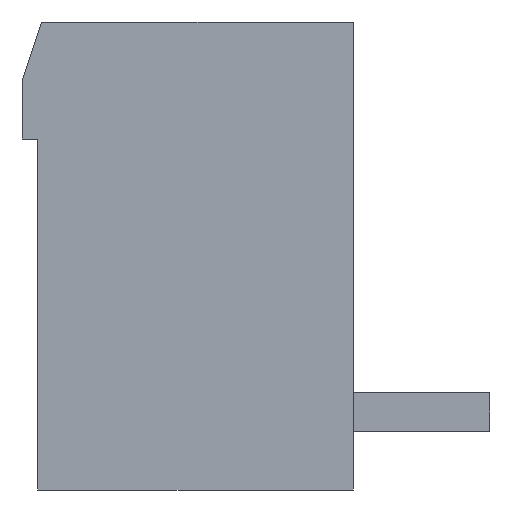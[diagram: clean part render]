
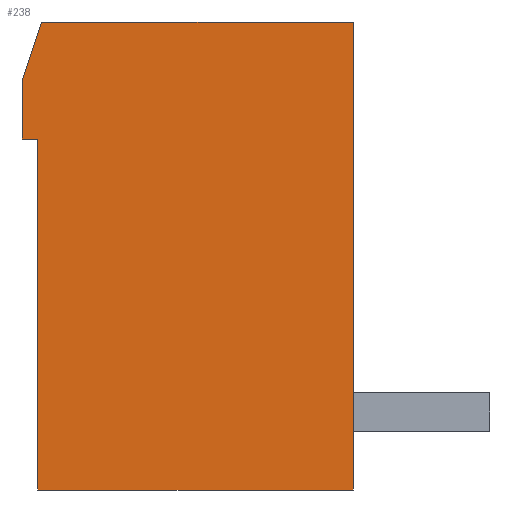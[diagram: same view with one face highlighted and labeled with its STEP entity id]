
A CAD part, left-side view. The second image highlights one B-rep face of the part: STEP entity #238.
In plain terms, the highlighted planar face has unit normal (-1, 0, 0).
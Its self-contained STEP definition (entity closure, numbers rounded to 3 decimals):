
#238=ADVANCED_FACE('3578',(#887),#888,.T.);
#887=FACE_OUTER_BOUND('',#2085,.T.);
#888=PLANE('',#2086);
#2085=EDGE_LOOP('',(#3665,#3666,#3667,#3668,#3669,#3670,#3671));
#2086=AXIS2_PLACEMENT_3D('',#3672,#3673,#3674);
#3665=ORIENTED_EDGE('',*,*,#8242,.T.);
#3666=ORIENTED_EDGE('',*,*,#8243,.T.);
#3667=ORIENTED_EDGE('',*,*,#8244,.F.);
#3668=ORIENTED_EDGE('',*,*,#8245,.T.);
#3669=ORIENTED_EDGE('',*,*,#8246,.F.);
#3670=ORIENTED_EDGE('',*,*,#8093,.F.);
#3671=ORIENTED_EDGE('',*,*,#8241,.T.);
#3672=CARTESIAN_POINT('',(-13.7,4.675,0.0));
#3673=DIRECTION('',(-1.0,0.0,0.0));
#3674=DIRECTION('',(0.0,0.0,1.0));
#8093=EDGE_CURVE('3892',#9687,#9689,#9690,.T.);
#8241=EDGE_CURVE('3890',#9687,#9927,#9929,.T.);
#8242=EDGE_CURVE('3895',#9927,#9930,#9931,.T.);
#8243=EDGE_CURVE('3880',#9930,#9932,#9933,.T.);
#8244=EDGE_CURVE('3881',#9934,#9932,#9935,.T.);
#8245=EDGE_CURVE('3884',#9934,#9936,#9937,.T.);
#8246=EDGE_CURVE('3868',#9689,#9936,#9938,.T.);
#9687=VERTEX_POINT('',#12305);
#9689=VERTEX_POINT('',#12308);
#9690=LINE('',#12309,#12310);
#9927=VERTEX_POINT('',#12715);
#9929=LINE('',#12718,#12719);
#9930=VERTEX_POINT('',#12720);
#9931=LINE('',#12721,#12722);
#9932=VERTEX_POINT('',#12723);
#9933=LINE('',#12724,#12725);
#9934=VERTEX_POINT('',#12726);
#9935=LINE('',#12727,#12728);
#9936=VERTEX_POINT('',#12729);
#9937=LINE('',#12730,#12731);
#9938=LINE('',#12732,#12733);
#12305=CARTESIAN_POINT('',(-13.7,4.175,0.0));
#12308=CARTESIAN_POINT('',(-13.7,-3.825,0.0));
#12309=CARTESIAN_POINT('',(-13.7,4.175,0.0));
#12310=VECTOR('',#16614,8.0);
#12715=CARTESIAN_POINT('',(-13.7,4.675,-1.5));
#12718=CARTESIAN_POINT('',(-13.7,4.175,0.0));
#12719=VECTOR('',#16808,1.581);
#12720=CARTESIAN_POINT('',(-13.7,4.675,-3.0));
#12721=CARTESIAN_POINT('',(-13.7,4.675,-1.5));
#12722=VECTOR('',#16809,1.5);
#12723=CARTESIAN_POINT('',(-13.7,4.275,-3.0));
#12724=CARTESIAN_POINT('',(-13.7,4.675,-3.0));
#12725=VECTOR('',#16810,0.4);
#12726=CARTESIAN_POINT('',(-13.7,4.275,-12.0));
#12727=CARTESIAN_POINT('',(-13.7,4.275,-12.0));
#12728=VECTOR('',#16811,9.0);
#12729=CARTESIAN_POINT('',(-13.7,-3.825,-12.0));
#12730=CARTESIAN_POINT('',(-13.7,4.275,-12.0));
#12731=VECTOR('',#16812,8.1);
#12732=CARTESIAN_POINT('',(-13.7,-3.825,0.0));
#12733=VECTOR('',#16813,12.0);
#16614=DIRECTION('',(0.0,-1.0,0.0));
#16808=DIRECTION('',(0.0,0.316,-0.949));
#16809=DIRECTION('',(0.0,0.0,-1.0));
#16810=DIRECTION('',(0.0,-1.0,0.0));
#16811=DIRECTION('',(0.0,0.0,1.0));
#16812=DIRECTION('',(0.0,-1.0,0.0));
#16813=DIRECTION('',(0.0,0.0,-1.0));
